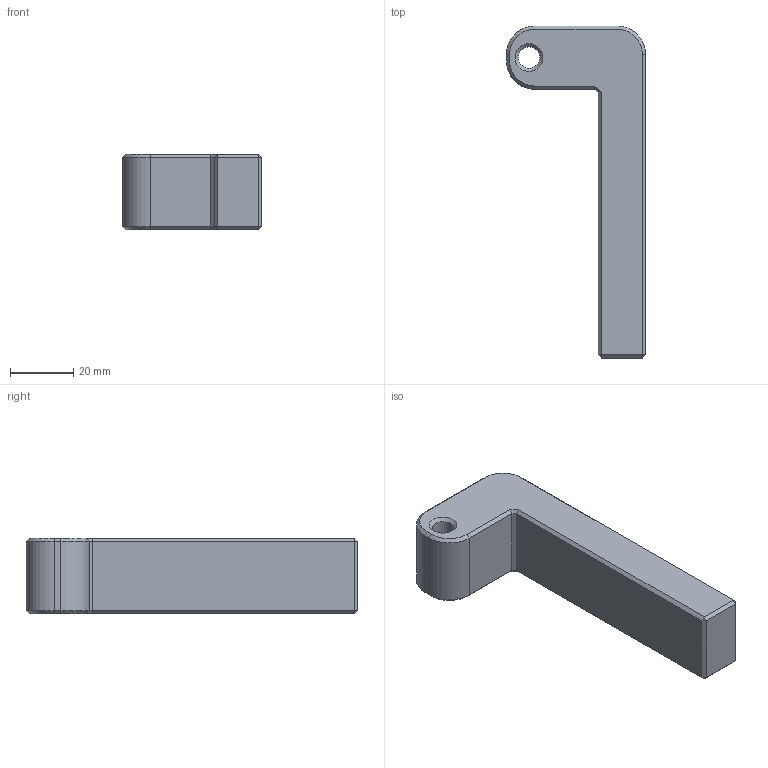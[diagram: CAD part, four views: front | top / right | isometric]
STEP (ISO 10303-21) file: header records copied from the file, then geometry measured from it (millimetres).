
FILE_DESCRIPTION(('FreeCAD Model'),'2;1');
FILE_NAME('Open CASCADE Shape Model','2023-10-30T12:16:37',(''),(''), 'Open CASCADE STEP processor 7.6','FreeCAD','Unknown');
FILE_SCHEMA(('AUTOMOTIVE_DESIGN { 1 0 10303 214 1 1 1 1 }'));
Length unit declared in the file: millimetre
Products named in the file (1): arm2
Bounding box: 44 x 105 x 24 mm (x, y, z)
Volume: 49279.9 mm3; surface area: 11118.8 mm2
Topology: 1 solids, 1 shells, 41 faces, 87 edges, 48 vertices
Faces by surface type: plane 29, cone 8, cylinder 4
Full cylindrical faces by diameter (mm): 6.8 x1
Entity records: 1083 total; most frequent: DIRECTION 187, CARTESIAN_POINT 177, ORIENTED_EDGE 174, EDGE_CURVE 87, LINE 71, VECTOR 71, AXIS2_PLACEMENT_3D 58, VERTEX_POINT 48
